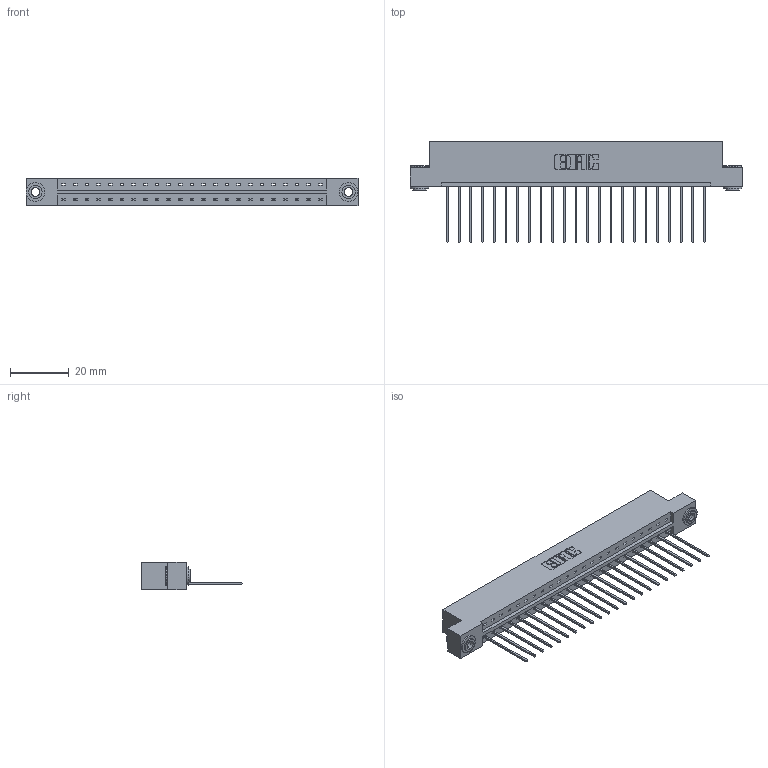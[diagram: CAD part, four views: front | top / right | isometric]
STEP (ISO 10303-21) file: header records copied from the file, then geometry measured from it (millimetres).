
FILE_DESCRIPTION (( 'STEP AP203' ), '1' );
FILE_NAME ('333-023-541-103.STEP', '2018-08-02T03:32:43', ( '' ), ( '' ), 'SwSTEP 2.0', 'SolidWorks 2016', '' );
FILE_SCHEMA (( 'CONFIG_CONTROL_DESIGN' ));
Length unit declared in the file: inch
Products named in the file (4): 345-292-001_345-293-141; 345-250-002_345-250-002-102; 333-023-541-103; 333 Part_Flush - .156 Dia - TH
Assembly tree (26 placements, depth 2):
  333-023-541-103
    333 Part_Flush - .156 Dia - TH
    345-292-001_345-293-141  x23
    345-250-002_345-250-002-102  x2
Bounding box: 112.67 x 34.3 x 9.4 mm (x, y, z)
Volume: 11270.1 mm3; surface area: 12763.3 mm2
Topology: 26 solids, 26 shells, 1486 faces, 4435 edges, 2922 vertices
Faces by surface type: plane 1046, cylinder 432, cone 8
Entity records: 17186 total; most frequent: CARTESIAN_POINT 2946, ORIENTED_EDGE 2898, DIRECTION 2557, EDGE_CURVE 1449, VECTOR 1297, LINE 1297, VERTEX_POINT 962, AXIS2_PLACEMENT_3D 630
